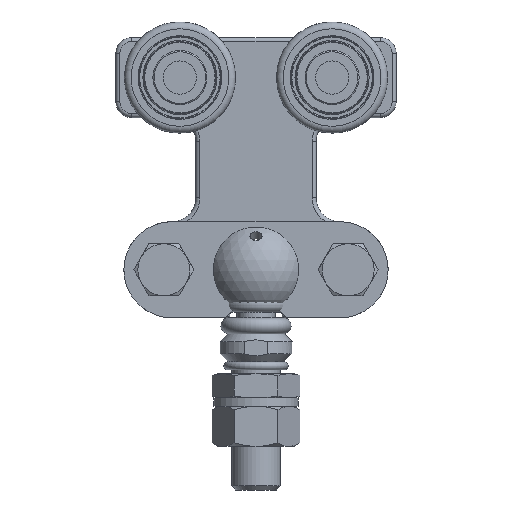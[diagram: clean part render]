
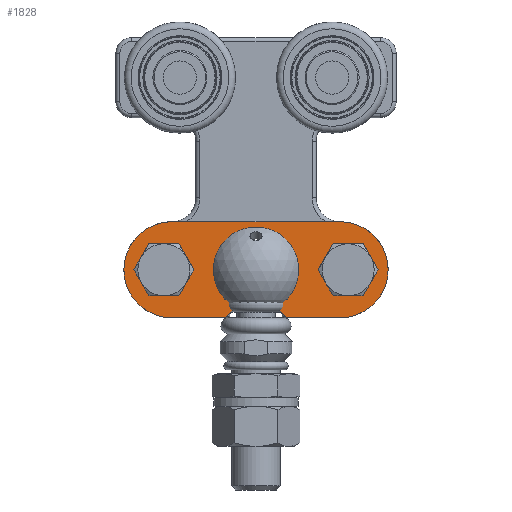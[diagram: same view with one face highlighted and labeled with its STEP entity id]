
A CAD part, front view. The second image highlights one B-rep face of the part: STEP entity #1828.
In plain terms, the highlighted face is planar.
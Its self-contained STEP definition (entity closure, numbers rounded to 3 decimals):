
#1828=ADVANCED_FACE('',(#3515,#3516,#3517),#3518,.F.);
#3515=FACE_OUTER_BOUND('',#6099,.T.);
#3516=FACE_BOUND('',#6100,.T.);
#3517=FACE_BOUND('',#6101,.T.);
#3518=PLANE('',#6102);
#6099=EDGE_LOOP('',(#9493,#9494,#9495,#9496,#9497,#9498,#9499,#9500));
#6100=EDGE_LOOP('',(#9501));
#6101=EDGE_LOOP('',(#9502));
#6102=AXIS2_PLACEMENT_3D('',#9503,#9504,#9505);
#9493=ORIENTED_EDGE('',*,*,#12598,.F.);
#9494=ORIENTED_EDGE('',*,*,#12459,.F.);
#9495=ORIENTED_EDGE('',*,*,#12599,.F.);
#9496=ORIENTED_EDGE('',*,*,#12600,.F.);
#9497=ORIENTED_EDGE('',*,*,#12601,.F.);
#9498=ORIENTED_EDGE('',*,*,#12467,.F.);
#9499=ORIENTED_EDGE('',*,*,#12279,.F.);
#9500=ORIENTED_EDGE('',*,*,#12602,.F.);
#9501=ORIENTED_EDGE('',*,*,#12325,.F.);
#9502=ORIENTED_EDGE('',*,*,#12563,.F.);
#9503=CARTESIAN_POINT('',(-3104.85,9784.594,427.062));
#9504=DIRECTION('',(0.,-1.,0.));
#9505=DIRECTION('',(0.,0.,-1.));
#12279=EDGE_CURVE('',#13310,#14050,#14054,.T.);
#12325=EDGE_CURVE('',#14124,#14124,#14125,.T.);
#12459=EDGE_CURVE('',#14329,#14330,#14331,.T.);
#12467=EDGE_CURVE('',#14050,#14342,#14343,.T.);
#12563=EDGE_CURVE('',#14479,#14479,#14480,.T.);
#12598=EDGE_CURVE('',#14330,#13307,#14532,.T.);
#12599=EDGE_CURVE('',#14533,#14329,#14534,.T.);
#12600=EDGE_CURVE('',#14535,#14533,#14536,.T.);
#12601=EDGE_CURVE('',#14342,#14535,#14537,.T.);
#12602=EDGE_CURVE('',#13307,#13310,#14538,.T.);
#13307=VERTEX_POINT('',#15803);
#13310=VERTEX_POINT('',#15807);
#14050=VERTEX_POINT('',#19553);
#14054=CIRCLE('',#19561,6.867);
#14124=VERTEX_POINT('',#20204);
#14125=CIRCLE('',#20205,4.25);
#14329=VERTEX_POINT('',#21246);
#14330=VERTEX_POINT('',#21247);
#14331=LINE('',#21248,#21249);
#14342=VERTEX_POINT('',#21263);
#14343=LINE('',#21264,#21265);
#14479=VERTEX_POINT('',#22282);
#14480=CIRCLE('',#22283,4.25);
#14532=CIRCLE('',#22552,6.867);
#14533=VERTEX_POINT('',#22553);
#14534=CIRCLE('',#22554,12.);
#14535=VERTEX_POINT('',#22555);
#14536=LINE('',#22556,#22557);
#14537=CIRCLE('',#22558,12.);
#14538=CIRCLE('',#22559,10.665);
#15803=CARTESIAN_POINT('',(-3109.794,9784.594,417.518));
#15807=CARTESIAN_POINT('',(-3100.099,9784.594,417.518));
#19553=CARTESIAN_POINT('',(-3097.446,9784.594,415.018));
#19561=AXIS2_PLACEMENT_3D('',#26131,#26132,#26133);
#20204=CARTESIAN_POINT('',(-3127.946,9784.594,422.768));
#20205=AXIS2_PLACEMENT_3D('',#26186,#26187,#26188);
#21246=CARTESIAN_POINT('',(-3125.946,9784.594,415.018));
#21247=CARTESIAN_POINT('',(-3112.446,9784.594,415.018));
#21248=CARTESIAN_POINT('',(-3104.85,9784.594,415.018));
#21249=VECTOR('',#26347,1.);
#21263=CARTESIAN_POINT('',(-3083.946,9784.594,415.018));
#21264=CARTESIAN_POINT('',(-3104.85,9784.594,415.018));
#21265=VECTOR('',#26354,1.);
#22282=CARTESIAN_POINT('',(-3081.946,9784.594,422.768));
#22283=AXIS2_PLACEMENT_3D('',#26435,#26436,#26437);
#22552=AXIS2_PLACEMENT_3D('',#26486,#26487,#26488);
#22553=CARTESIAN_POINT('',(-3125.946,9784.594,439.018));
#22554=AXIS2_PLACEMENT_3D('',#26489,#26490,#26491);
#22555=CARTESIAN_POINT('',(-3083.946,9784.594,439.018));
#22556=CARTESIAN_POINT('',(-3104.85,9784.594,439.018));
#22557=VECTOR('',#26492,1.);
#22558=AXIS2_PLACEMENT_3D('',#26493,#26494,#26495);
#22559=AXIS2_PLACEMENT_3D('',#26496,#26497,#26498);
#26131=CARTESIAN_POINT('',(-3103.314,9784.594,411.45));
#26132=DIRECTION('',(0.,1.,0.));
#26133=DIRECTION('',(0.,0.,-1.));
#26186=CARTESIAN_POINT('',(-3127.946,9784.594,427.018));
#26187=DIRECTION('',(0.,1.,0.));
#26188=DIRECTION('',(0.,0.,-1.));
#26347=DIRECTION('',(1.,0.,0.));
#26354=DIRECTION('',(1.,0.,0.));
#26435=CARTESIAN_POINT('',(-3081.946,9784.594,427.018));
#26436=DIRECTION('',(0.,1.,0.));
#26437=DIRECTION('',(0.,0.,-1.));
#26486=CARTESIAN_POINT('',(-3106.579,9784.594,411.45));
#26487=DIRECTION('',(0.,1.,0.));
#26488=DIRECTION('',(0.,0.,-1.));
#26489=CARTESIAN_POINT('',(-3125.946,9784.594,427.018));
#26490=DIRECTION('',(0.,-1.,0.));
#26491=DIRECTION('',(0.,0.,-1.));
#26492=DIRECTION('',(-1.,0.,0.));
#26493=CARTESIAN_POINT('',(-3083.946,9784.594,427.018));
#26494=DIRECTION('',(0.,-1.,0.));
#26495=DIRECTION('',(0.,0.,-1.));
#26496=CARTESIAN_POINT('',(-3104.946,9784.594,427.018));
#26497=DIRECTION('',(0.,1.,0.));
#26498=DIRECTION('',(-0.455,0.,-0.891));
